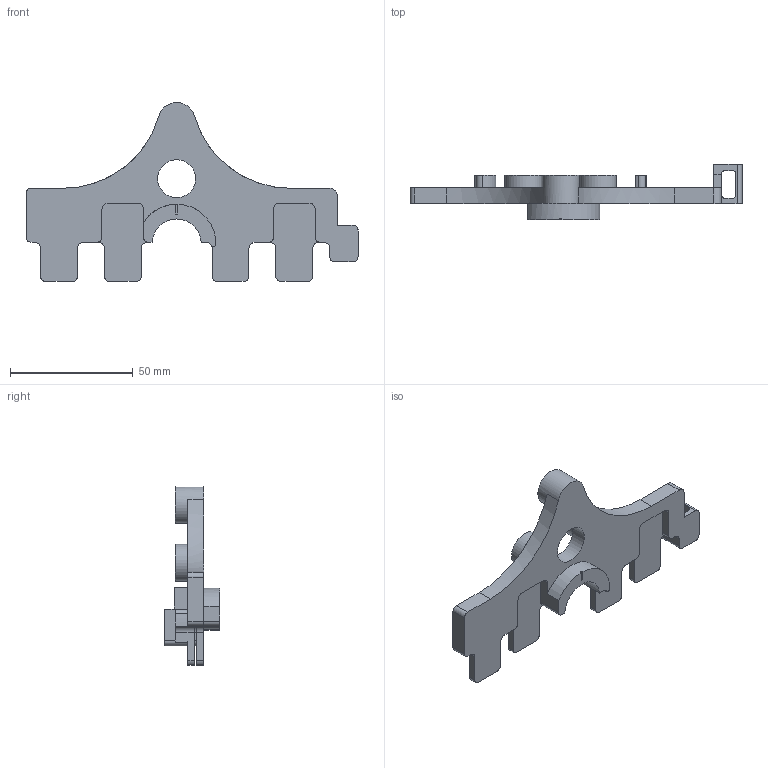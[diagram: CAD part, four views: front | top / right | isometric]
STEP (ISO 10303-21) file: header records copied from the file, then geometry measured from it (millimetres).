
FILE_DESCRIPTION(/* description */ (''),/* implementation_level */ '2;1');
FILE_NAME(/* name */ 'Front Clamp.step',/* time_stamp */ '2022-02-16T20:15:46-05:00',/* author */ (''),/* organization */ (''),/* preprocessor_version */ 'ST-DEVELOPER v18.1',/* originating_system */ 'Autodesk Translation Framework v10.13.0.1454',/* authorisation */ '');
FILE_SCHEMA (('AUTOMOTIVE_DESIGN { 1 0 10303 214 3 1 1 }'));
Length unit declared in the file: millimetre
Products named in the file (1): Front Clamp
Bounding box: 135.5 x 22.5 x 73 mm (x, y, z)
Volume: 28165.8 mm3; surface area: 15254.7 mm2
Topology: 1 solids, 1 shells, 119 faces, 350 edges, 231 vertices
Faces by surface type: plane 61, cylinder 58
Full cylindrical faces by diameter (mm): 15 x3, 15.5 x1
Entity records: 4043 total; most frequent: DIRECTION 717, CARTESIAN_POINT 701, ORIENTED_EDGE 700, EDGE_CURVE 350, AXIS2_PLACEMENT_3D 247, VERTEX_POINT 231, LINE 223, VECTOR 223
